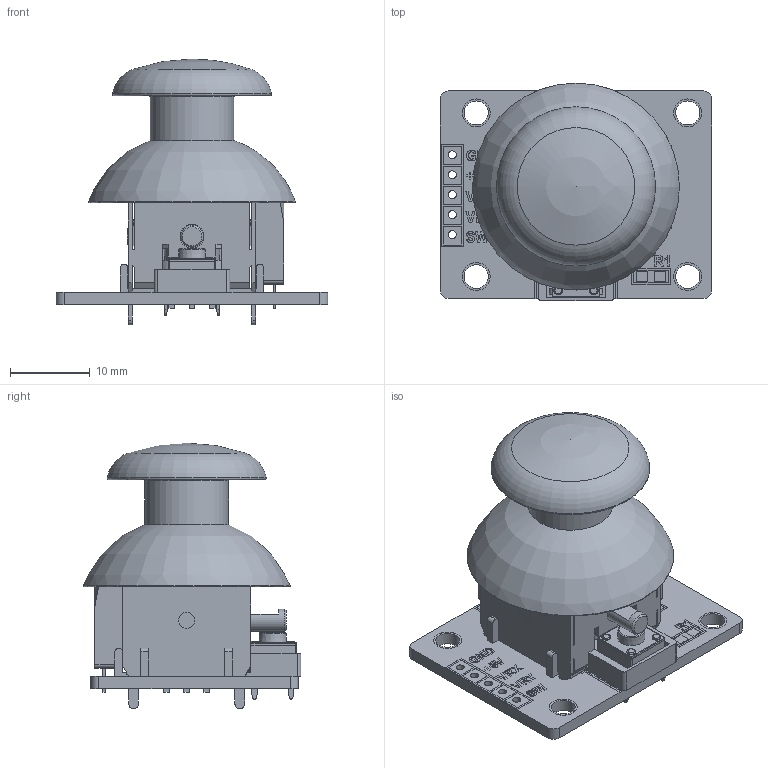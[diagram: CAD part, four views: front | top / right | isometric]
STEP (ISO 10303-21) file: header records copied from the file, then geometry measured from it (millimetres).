
FILE_DESCRIPTION(/* description */ ('STEP AP242','CAx-IF Rec.Pracs.---Representation and Presentation of Product Manufacturing Information (PMI)---4.0---2014-10-13','CAx-IF Rec.Pracs.---3D Tessellated Geometry---0.4---2014-09-14','2;1'),/* implementation_level */ '2;1');
FILE_NAME(/* name */ '684f63ebdef5575591a45b7c',/* time_stamp */ '2025-06-16T00:23:08Z',/* author */ (''),/* organization */ (''),/* preprocessor_version */ 'ST-DEVELOPER v20',/* originating_system */ 'ONSHAPE BY PTC INC, 1.199',/* authorisation */ ' ');
FILE_SCHEMA (('AP242_MANAGED_MODEL_BASED_3D_ENGINEERING_MIM_LF { 1 0 10303 442 1 1 4 }'));
Length unit declared in the file: metre
Products named in the file (11): KY-023_Joystick-Module; BaseBoard <1>; PCB; Thumb-Button; 3D-Analog-Thumb-Joystick <1>; Potentiometer_02; Baseplate; Tactile-Switch; Case; Potentiometer_01; Rotator-Unit
Assembly tree (10 placements, depth 3):
  KY-023_Joystick-Module
    BaseBoard <1>
      PCB
    Thumb-Button
    3D-Analog-Thumb-Joystick <1>
      Potentiometer_02
      Baseplate
      Tactile-Switch
      Case
      Potentiometer_01
      Rotator-Unit
Bounding box: 34 x 27.26 x 33.3 mm (x, y, z)
Volume: 5578.3 mm3; surface area: 9190.5 mm2
Topology: 8 solids, 8 shells, 986 faces, 2576 edges, 1650 vertices
Faces by surface type: plane 561, cylinder 319, torus 44, bspline 28, sphere 25, cone 9
Full cylindrical faces by diameter (mm): 0.8 x10, 1 x5, 1.092 x4, 1.3 x4, 1.98 x6, 2 x2, 2.8 x2, 3 x6, 3.5 x4, 3.9 x2, 4.5 x2, 5.6 x1, 6.9 x1, 10.5 x1, 12 x1, 13 x1
Entity records: 31792 total; most frequent: CARTESIAN_POINT 6349, ORIENTED_EDGE 4948, DIRECTION 4914, EDGE_CURVE 2474, AXIS2_PLACEMENT_3D 1682, VERTEX_POINT 1641, LINE 1550, VECTOR 1550
